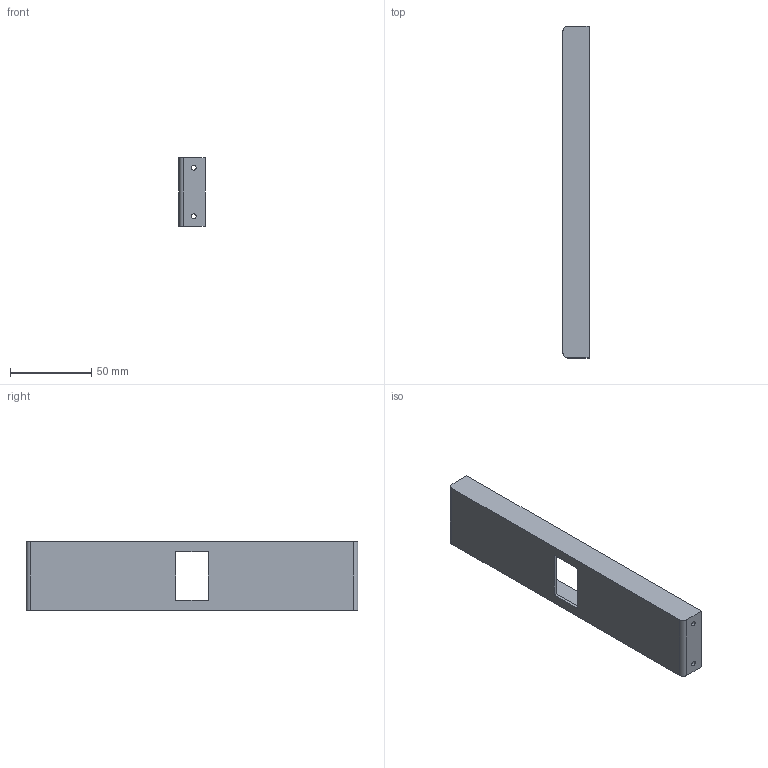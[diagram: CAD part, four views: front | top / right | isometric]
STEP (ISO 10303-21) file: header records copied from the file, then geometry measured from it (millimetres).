
FILE_DESCRIPTION(/* description */ (''),/* implementation_level */ '2;1');
FILE_NAME(/* name */ 'back.step',/* time_stamp */ '2025-04-25T15:10:18+02:00',/* author */ (''),/* organization */ (''),/* preprocessor_version */ 'ST-DEVELOPER v20.1',/* originating_system */ 'Autodesk Translation Framework v14.4.0.0',/* authorisation */ '');
FILE_SCHEMA (('AUTOMOTIVE_DESIGN { 1 0 10303 214 3 1 1 }'));
Length unit declared in the file: millimetre
Products named in the file (1): back
Bounding box: 16 x 204 x 42 mm (x, y, z)
Volume: 37612.6 mm3; surface area: 30567 mm2
Topology: 1 solids, 1 shells, 49 faces, 126 edges, 84 vertices
Faces by surface type: plane 43, cylinder 6
Full cylindrical faces by diameter (mm): 3 x4
Entity records: 1525 total; most frequent: CARTESIAN_POINT 260, ORIENTED_EDGE 252, DIRECTION 238, EDGE_CURVE 126, LINE 114, VECTOR 114, VERTEX_POINT 84, EDGE_LOOP 64
